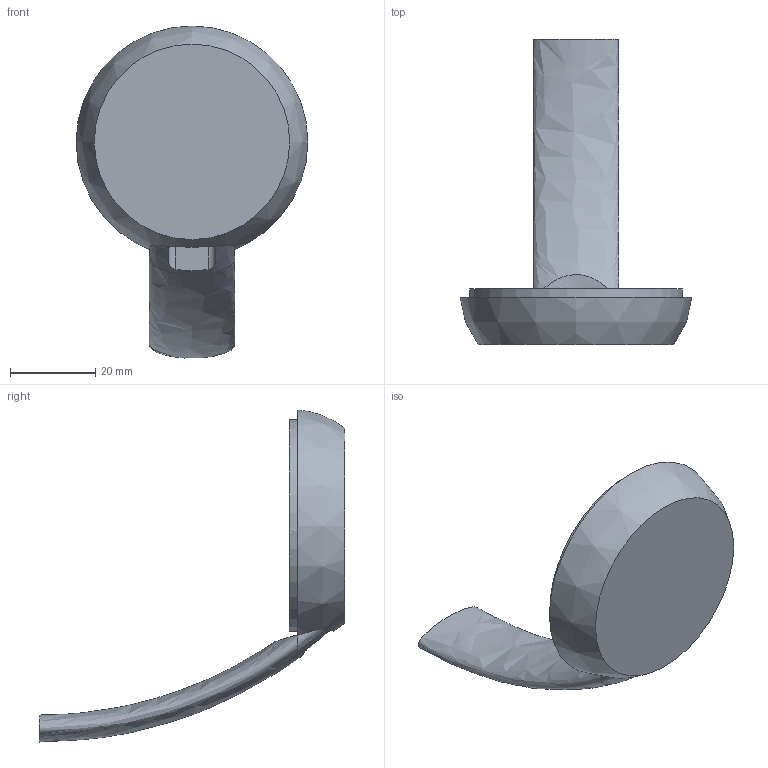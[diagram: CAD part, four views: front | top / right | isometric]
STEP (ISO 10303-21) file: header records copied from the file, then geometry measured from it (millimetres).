
FILE_DESCRIPTION(/* description */ (''),/* implementation_level */ '2;1');
FILE_NAME(/* name */ 'Levitator_Base_Lower.step',/* time_stamp */ '2020-09-19T18:18:08+02:00',/* author */ (''),/* organization */ (''),/* preprocessor_version */ 'ST-DEVELOPER v18.1',/* originating_system */ 'Autodesk Translation Framework v9.3.0.1241',/* authorisation */ '');
FILE_SCHEMA (('AUTOMOTIVE_DESIGN { 1 0 10303 214 3 1 1 }'));
Length unit declared in the file: millimetre
Products named in the file (1): (Unsaved)
Bounding box: 54.22 x 71.5 x 77.68 mm (x, y, z)
Volume: 13320.7 mm3; surface area: 11718.8 mm2
Topology: 1 solids, 1 shells, 69 faces, 163 edges, 106 vertices
Faces by surface type: plane 38, cylinder 21, bspline 9, cone 1
Full cylindrical faces by diameter (mm): 0.8 x2, 1.3 x2, 2 x1, 3.5 x4, 3.8 x1, 47.872 x1
Entity records: 2735 total; most frequent: CARTESIAN_POINT 1170, ORIENTED_EDGE 326, DIRECTION 298, EDGE_CURVE 163, AXIS2_PLACEMENT_3D 120, VERTEX_POINT 106, EDGE_LOOP 83, FACE_OUTER_BOUND 69
